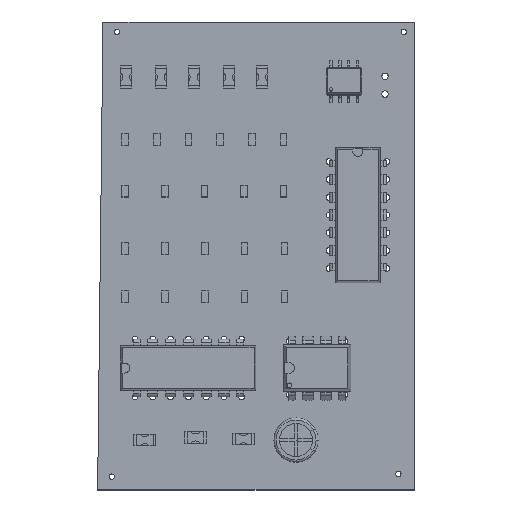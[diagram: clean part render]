
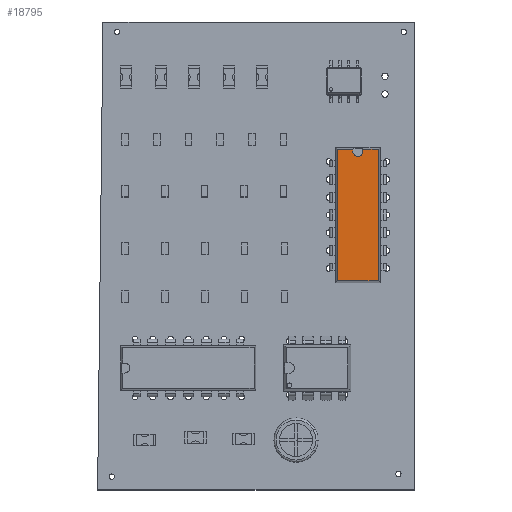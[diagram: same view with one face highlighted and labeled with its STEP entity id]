
A CAD part, top view. The second image highlights one B-rep face of the part: STEP entity #18795.
In plain terms, the highlighted face is planar.
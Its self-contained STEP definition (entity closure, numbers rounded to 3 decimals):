
#18640 = EDGE_CURVE('',#18641,#18643,#18645,.T.);
#18641 = VERTEX_POINT('',#18642);
#18642 = CARTESIAN_POINT('',(-2.891,5.08,-9.368));
#18643 = VERTEX_POINT('',#18644);
#18644 = CARTESIAN_POINT('',(-0.711,5.08,-9.368));
#18645 = LINE('',#18646,#18647);
#18646 = CARTESIAN_POINT('',(3.175,5.08,-9.368));
#18647 = VECTOR('',#18648,1.);
#18648 = DIRECTION('',(1.,0.,0.));
#18667 = VERTEX_POINT('',#18668);
#18668 = CARTESIAN_POINT('',(0.711,5.08,-9.368));
#18674 = EDGE_CURVE('',#18667,#18675,#18677,.T.);
#18675 = VERTEX_POINT('',#18676);
#18676 = CARTESIAN_POINT('',(2.891,5.08,-9.368));
#18677 = LINE('',#18678,#18679);
#18678 = CARTESIAN_POINT('',(3.175,5.08,-9.368));
#18679 = VECTOR('',#18680,1.);
#18680 = DIRECTION('',(1.,0.,0.));
#18703 = EDGE_CURVE('',#18704,#18641,#18706,.T.);
#18704 = VERTEX_POINT('',#18705);
#18705 = CARTESIAN_POINT('',(-2.891,5.08,9.368));
#18706 = LINE('',#18707,#18708);
#18707 = CARTESIAN_POINT('',(-2.891,5.08,-9.652));
#18708 = VECTOR('',#18709,1.);
#18709 = DIRECTION('',(0.,0.,-1.));
#18727 = EDGE_CURVE('',#18728,#18704,#18730,.T.);
#18728 = VERTEX_POINT('',#18729);
#18729 = CARTESIAN_POINT('',(2.891,5.08,9.368));
#18730 = LINE('',#18731,#18732);
#18731 = CARTESIAN_POINT('',(-3.175,5.08,9.368));
#18732 = VECTOR('',#18733,1.);
#18733 = DIRECTION('',(-1.,0.,0.));
#18751 = EDGE_CURVE('',#18675,#18728,#18752,.T.);
#18752 = LINE('',#18753,#18754);
#18753 = CARTESIAN_POINT('',(2.891,5.08,9.652));
#18754 = VECTOR('',#18755,1.);
#18755 = DIRECTION('',(0.,0.,1.));
#18771 = VERTEX_POINT('',#18772);
#18772 = CARTESIAN_POINT('',(-0.711,5.08,-9.084));
#18785 = EDGE_CURVE('',#18771,#18643,#18786,.T.);
#18786 = LINE('',#18787,#18788);
#18787 = CARTESIAN_POINT('',(-0.711,5.08,-9.652));
#18788 = VECTOR('',#18789,1.);
#18789 = DIRECTION('',(0.,0.,-1.));
#18795 = ADVANCED_FACE('',(#18796),#18819,.T.);
#18796 = FACE_BOUND('',#18797,.T.);
#18797 = EDGE_LOOP('',(#18798,#18799,#18800,#18808,#18815,#18816,#18817,
    #18818));
#18798 = ORIENTED_EDGE('',*,*,#18751,.F.);
#18799 = ORIENTED_EDGE('',*,*,#18674,.F.);
#18800 = ORIENTED_EDGE('',*,*,#18801,.T.);
#18801 = EDGE_CURVE('',#18667,#18802,#18804,.T.);
#18802 = VERTEX_POINT('',#18803);
#18803 = CARTESIAN_POINT('',(0.711,5.08,-9.084));
#18804 = LINE('',#18805,#18806);
#18805 = CARTESIAN_POINT('',(0.711,5.08,0.));
#18806 = VECTOR('',#18807,1.);
#18807 = DIRECTION('',(0.,0.,1.));
#18808 = ORIENTED_EDGE('',*,*,#18809,.T.);
#18809 = EDGE_CURVE('',#18802,#18771,#18810,.T.);
#18810 = CIRCLE('',#18811,0.711);
#18811 = AXIS2_PLACEMENT_3D('',#18812,#18813,#18814);
#18812 = CARTESIAN_POINT('',(0.,5.08,-9.084));
#18813 = DIRECTION('',(0.,-1.,0.));
#18814 = DIRECTION('',(-1.,0.,0.));
#18815 = ORIENTED_EDGE('',*,*,#18785,.T.);
#18816 = ORIENTED_EDGE('',*,*,#18640,.F.);
#18817 = ORIENTED_EDGE('',*,*,#18703,.F.);
#18818 = ORIENTED_EDGE('',*,*,#18727,.F.);
#18819 = PLANE('',#18820);
#18820 = AXIS2_PLACEMENT_3D('',#18821,#18822,#18823);
#18821 = CARTESIAN_POINT('',(0.,5.08,0.
    ));
#18822 = DIRECTION('',(0.,1.,0.));
#18823 = DIRECTION('',(-1.,0.,0.));
